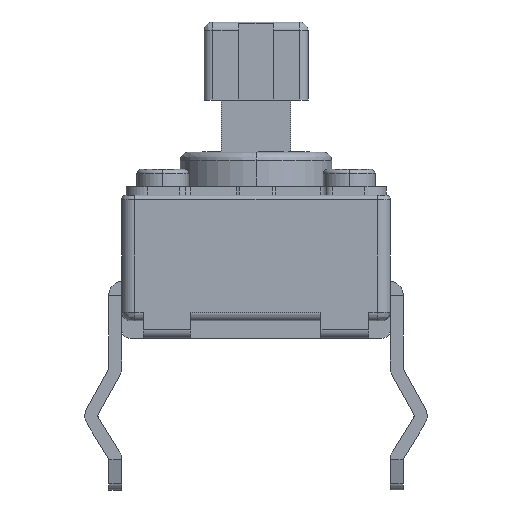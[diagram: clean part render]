
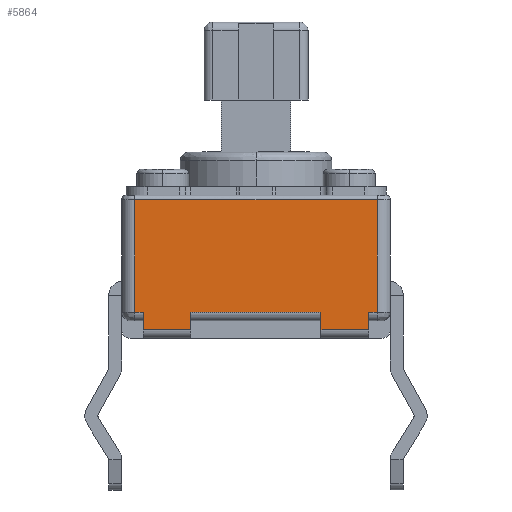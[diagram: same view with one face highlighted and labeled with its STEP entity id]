
A CAD part, front view. The second image highlights one B-rep face of the part: STEP entity #5864.
In plain terms, the highlighted planar face has unit normal (0, -1, 0).
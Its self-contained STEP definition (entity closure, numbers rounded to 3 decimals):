
#1948 = VERTEX_POINT('',#1949);
#1949 = CARTESIAN_POINT('',(1.5,-3.1,0.2));
#1956 = EDGE_CURVE('',#1948,#1957,#1959,.T.);
#1957 = VERTEX_POINT('',#1958);
#1958 = CARTESIAN_POINT('',(1.5,-3.1,0.6));
#1959 = LINE('',#1960,#1961);
#1960 = CARTESIAN_POINT('',(1.5,-3.1,0.4));
#1961 = VECTOR('',#1962,1.);
#1962 = DIRECTION('',(0.,0.,1.));
#1979 = EDGE_CURVE('',#1980,#1982,#1984,.T.);
#1980 = VERTEX_POINT('',#1981);
#1981 = CARTESIAN_POINT('',(-1.5,-3.1,0.6));
#1982 = VERTEX_POINT('',#1983);
#1983 = CARTESIAN_POINT('',(-1.5,-3.1,0.2));
#1984 = LINE('',#1985,#1986);
#1985 = CARTESIAN_POINT('',(-1.5,-3.1,0.4));
#1986 = VECTOR('',#1987,1.);
#1987 = DIRECTION('',(0.,0.,-1.));
#3490 = VERTEX_POINT('',#3491);
#3491 = CARTESIAN_POINT('',(-2.6,-3.1,0.2));
#3498 = EDGE_CURVE('',#3490,#3499,#3501,.T.);
#3499 = VERTEX_POINT('',#3500);
#3500 = CARTESIAN_POINT('',(-2.6,-3.1,0.6));
#3501 = LINE('',#3502,#3503);
#3502 = CARTESIAN_POINT('',(-2.6,-3.1,0.4));
#3503 = VECTOR('',#3504,1.);
#3504 = DIRECTION('',(0.,0.,1.));
#4313 = VERTEX_POINT('',#4314);
#4314 = CARTESIAN_POINT('',(2.6,-3.1,0.6));
#4321 = EDGE_CURVE('',#4313,#4322,#4324,.T.);
#4322 = VERTEX_POINT('',#4323);
#4323 = CARTESIAN_POINT('',(2.6,-3.1,0.2));
#4324 = LINE('',#4325,#4326);
#4325 = CARTESIAN_POINT('',(2.6,-3.1,0.4));
#4326 = VECTOR('',#4327,1.);
#4327 = DIRECTION('',(0.,0.,-1.));
#4354 = EDGE_CURVE('',#1957,#1980,#4355,.T.);
#4355 = LINE('',#4356,#4357);
#4356 = CARTESIAN_POINT('',(0.,-3.1,0.6));
#4357 = VECTOR('',#4358,1.);
#4358 = DIRECTION('',(-1.,0.,0.));
#4370 = EDGE_CURVE('',#1982,#3490,#4371,.T.);
#4371 = LINE('',#4372,#4373);
#4372 = CARTESIAN_POINT('',(0.,-3.1,0.2));
#4373 = VECTOR('',#4374,1.);
#4374 = DIRECTION('',(-1.,0.,0.));
#4388 = VERTEX_POINT('',#4389);
#4389 = CARTESIAN_POINT('',(-2.8,-3.1,0.6));
#4403 = EDGE_CURVE('',#3499,#4388,#4404,.T.);
#4404 = LINE('',#4405,#4406);
#4405 = CARTESIAN_POINT('',(0.,-3.1,0.6));
#4406 = VECTOR('',#4407,1.);
#4407 = DIRECTION('',(-1.,0.,0.));
#4420 = VERTEX_POINT('',#4421);
#4421 = CARTESIAN_POINT('',(-2.8,-3.1,3.2));
#4428 = EDGE_CURVE('',#4420,#4429,#4431,.T.);
#4429 = VERTEX_POINT('',#4430);
#4430 = CARTESIAN_POINT('',(2.8,-3.1,3.2));
#4431 = LINE('',#4432,#4433);
#4432 = CARTESIAN_POINT('',(0.,-3.1,3.2));
#4433 = VECTOR('',#4434,1.);
#4434 = DIRECTION('',(1.,0.,0.));
#4484 = EDGE_CURVE('',#4322,#1948,#4485,.T.);
#4485 = LINE('',#4486,#4487);
#4486 = CARTESIAN_POINT('',(0.,-3.1,0.2));
#4487 = VECTOR('',#4488,1.);
#4488 = DIRECTION('',(-1.,0.,0.));
#4500 = VERTEX_POINT('',#4501);
#4501 = CARTESIAN_POINT('',(2.8,-3.1,0.6));
#4510 = EDGE_CURVE('',#4500,#4313,#4511,.T.);
#4511 = LINE('',#4512,#4513);
#4512 = CARTESIAN_POINT('',(0.,-3.1,0.6));
#4513 = VECTOR('',#4514,1.);
#4514 = DIRECTION('',(-1.,0.,0.));
#5864 = ADVANCED_FACE('',(#5865),#5889,.F.);
#5865 = FACE_BOUND('',#5866,.T.);
#5866 = EDGE_LOOP('',(#5867,#5868,#5869,#5870,#5876,#5877,#5883,#5884,
    #5885,#5886,#5887,#5888));
#5867 = ORIENTED_EDGE('',*,*,#4484,.F.);
#5868 = ORIENTED_EDGE('',*,*,#4321,.F.);
#5869 = ORIENTED_EDGE('',*,*,#4510,.F.);
#5870 = ORIENTED_EDGE('',*,*,#5871,.F.);
#5871 = EDGE_CURVE('',#4429,#4500,#5872,.T.);
#5872 = LINE('',#5873,#5874);
#5873 = CARTESIAN_POINT('',(2.8,-3.1,3.3));
#5874 = VECTOR('',#5875,1.);
#5875 = DIRECTION('',(0.,0.,-1.));
#5876 = ORIENTED_EDGE('',*,*,#4428,.F.);
#5877 = ORIENTED_EDGE('',*,*,#5878,.F.);
#5878 = EDGE_CURVE('',#4388,#4420,#5879,.T.);
#5879 = LINE('',#5880,#5881);
#5880 = CARTESIAN_POINT('',(-2.8,-3.1,3.3));
#5881 = VECTOR('',#5882,1.);
#5882 = DIRECTION('',(0.,0.,1.));
#5883 = ORIENTED_EDGE('',*,*,#4403,.F.);
#5884 = ORIENTED_EDGE('',*,*,#3498,.F.);
#5885 = ORIENTED_EDGE('',*,*,#4370,.F.);
#5886 = ORIENTED_EDGE('',*,*,#1979,.F.);
#5887 = ORIENTED_EDGE('',*,*,#4354,.F.);
#5888 = ORIENTED_EDGE('',*,*,#1956,.F.);
#5889 = PLANE('',#5890);
#5890 = AXIS2_PLACEMENT_3D('',#5891,#5892,#5893);
#5891 = CARTESIAN_POINT('',(0.,-3.1,3.3));
#5892 = DIRECTION('',(0.,1.,0.));
#5893 = DIRECTION('',(0.,0.,1.));
